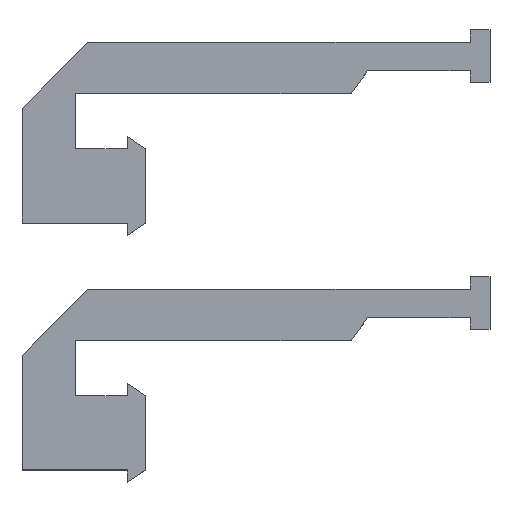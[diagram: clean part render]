
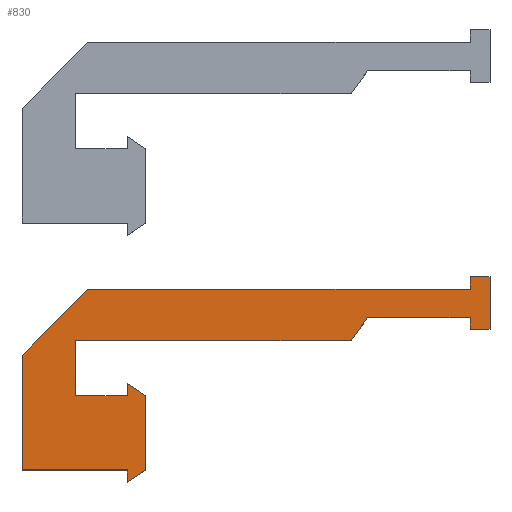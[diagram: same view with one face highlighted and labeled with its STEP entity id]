
A CAD part, top view. The second image highlights one B-rep face of the part: STEP entity #830.
In plain terms, the highlighted planar face has unit normal (0, 0, 1).
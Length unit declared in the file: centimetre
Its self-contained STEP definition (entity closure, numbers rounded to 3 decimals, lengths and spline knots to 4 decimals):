
#58=FACE_OUTER_BOUND('',#100,.T.);
#100=EDGE_LOOP('',(#728,#729,#730,#731,#732,#733,#734,#735,#736,#737,#738,
#739,#740,#741,#742,#743,#744,#745,#746));
#158=LINE('',#1208,#272);
#180=LINE('',#1252,#294);
#183=LINE('',#1258,#297);
#185=LINE('',#1262,#299);
#187=LINE('',#1266,#301);
#189=LINE('',#1270,#303);
#191=LINE('',#1274,#305);
#193=LINE('',#1278,#307);
#195=LINE('',#1281,#309);
#196=LINE('',#1284,#310);
#198=LINE('',#1288,#312);
#200=LINE('',#1292,#314);
#202=LINE('',#1296,#316);
#204=LINE('',#1300,#318);
#206=LINE('',#1304,#320);
#208=LINE('',#1308,#322);
#210=LINE('',#1312,#324);
#212=LINE('',#1316,#326);
#214=LINE('',#1319,#328);
#272=VECTOR('',#991,1.);
#294=VECTOR('',#1017,1.);
#297=VECTOR('',#1022,1.);
#299=VECTOR('',#1026,1.);
#301=VECTOR('',#1030,1.);
#303=VECTOR('',#1034,1.);
#305=VECTOR('',#1038,1.);
#307=VECTOR('',#1042,1.);
#309=VECTOR('',#1046,1.);
#310=VECTOR('',#1049,1.);
#312=VECTOR('',#1053,1.);
#314=VECTOR('',#1057,1.);
#316=VECTOR('',#1061,1.);
#318=VECTOR('',#1065,1.);
#320=VECTOR('',#1069,1.);
#322=VECTOR('',#1073,1.);
#324=VECTOR('',#1077,1.);
#326=VECTOR('',#1081,1.);
#328=VECTOR('',#1085,1.);
#367=VERTEX_POINT('',#1206);
#368=VERTEX_POINT('',#1207);
#388=VERTEX_POINT('',#1251);
#389=VERTEX_POINT('',#1255);
#390=VERTEX_POINT('',#1257);
#391=VERTEX_POINT('',#1261);
#392=VERTEX_POINT('',#1265);
#393=VERTEX_POINT('',#1269);
#394=VERTEX_POINT('',#1273);
#395=VERTEX_POINT('',#1277);
#396=VERTEX_POINT('',#1283);
#397=VERTEX_POINT('',#1287);
#398=VERTEX_POINT('',#1291);
#399=VERTEX_POINT('',#1295);
#400=VERTEX_POINT('',#1299);
#401=VERTEX_POINT('',#1303);
#402=VERTEX_POINT('',#1307);
#403=VERTEX_POINT('',#1311);
#404=VERTEX_POINT('',#1315);
#462=EDGE_CURVE('',#367,#368,#158,.T.);
#484=EDGE_CURVE('',#388,#368,#180,.T.);
#487=EDGE_CURVE('',#390,#389,#183,.T.);
#489=EDGE_CURVE('',#391,#390,#185,.T.);
#491=EDGE_CURVE('',#392,#391,#187,.T.);
#493=EDGE_CURVE('',#393,#392,#189,.T.);
#495=EDGE_CURVE('',#394,#393,#191,.T.);
#497=EDGE_CURVE('',#395,#394,#193,.T.);
#499=EDGE_CURVE('',#367,#395,#195,.T.);
#500=EDGE_CURVE('',#396,#388,#196,.T.);
#502=EDGE_CURVE('',#397,#396,#198,.T.);
#504=EDGE_CURVE('',#398,#397,#200,.T.);
#506=EDGE_CURVE('',#399,#398,#202,.T.);
#508=EDGE_CURVE('',#400,#399,#204,.T.);
#510=EDGE_CURVE('',#401,#400,#206,.T.);
#512=EDGE_CURVE('',#402,#401,#208,.T.);
#514=EDGE_CURVE('',#403,#402,#210,.T.);
#516=EDGE_CURVE('',#404,#403,#212,.T.);
#518=EDGE_CURVE('',#389,#404,#214,.T.);
#728=ORIENTED_EDGE('',*,*,#462,.F.);
#729=ORIENTED_EDGE('',*,*,#499,.T.);
#730=ORIENTED_EDGE('',*,*,#497,.T.);
#731=ORIENTED_EDGE('',*,*,#495,.T.);
#732=ORIENTED_EDGE('',*,*,#493,.T.);
#733=ORIENTED_EDGE('',*,*,#491,.T.);
#734=ORIENTED_EDGE('',*,*,#489,.T.);
#735=ORIENTED_EDGE('',*,*,#487,.T.);
#736=ORIENTED_EDGE('',*,*,#518,.T.);
#737=ORIENTED_EDGE('',*,*,#516,.T.);
#738=ORIENTED_EDGE('',*,*,#514,.T.);
#739=ORIENTED_EDGE('',*,*,#512,.T.);
#740=ORIENTED_EDGE('',*,*,#510,.T.);
#741=ORIENTED_EDGE('',*,*,#508,.T.);
#742=ORIENTED_EDGE('',*,*,#506,.T.);
#743=ORIENTED_EDGE('',*,*,#504,.T.);
#744=ORIENTED_EDGE('',*,*,#502,.T.);
#745=ORIENTED_EDGE('',*,*,#500,.T.);
#746=ORIENTED_EDGE('',*,*,#484,.T.);
#788=PLANE('',#887);
#830=ADVANCED_FACE('',(#58),#788,.T.);
#887=AXIS2_PLACEMENT_3D('',#1320,#1086,#1087);
#991=DIRECTION('',(0.707,0.707,0.));
#1017=DIRECTION('',(-1.,0.,0.));
#1022=DIRECTION('',(0.,-1.,0.));
#1026=DIRECTION('',(-0.822,0.57,0.));
#1030=DIRECTION('',(0.,1.,0.));
#1034=DIRECTION('',(0.826,0.564,0.));
#1038=DIRECTION('',(0.,-1.,0.));
#1042=DIRECTION('',(1.,0.,0.));
#1046=DIRECTION('',(0.,-1.,0.));
#1049=DIRECTION('',(0.,-1.,0.));
#1053=DIRECTION('',(-1.,0.,0.));
#1057=DIRECTION('',(0.,1.,0.));
#1061=DIRECTION('',(1.,0.,0.));
#1065=DIRECTION('',(0.,-1.,0.));
#1069=DIRECTION('',(1.,0.,0.));
#1073=DIRECTION('',(0.584,0.812,0.));
#1077=DIRECTION('',(1.,0.,0.));
#1081=DIRECTION('',(0.,1.,0.));
#1085=DIRECTION('',(-1.,0.,0.));
#1086=DIRECTION('center_axis',(0.,0.,1.));
#1087=DIRECTION('ref_axis',(1.,0.,0.));
#1206=CARTESIAN_POINT('',(-10.,-1.955,0.6));
#1207=CARTESIAN_POINT('',(-9.2,-1.155,0.6));
#1208=CARTESIAN_POINT('',(-9.1629,-1.1179,0.6));
#1251=CARTESIAN_POINT('',(-4.555,-1.155,0.6));
#1252=CARTESIAN_POINT('',(-4.555,-1.155,0.6));
#1255=CARTESIAN_POINT('',(-8.7197,-2.45,0.6));
#1257=CARTESIAN_POINT('',(-8.7197,-2.2977,0.6));
#1258=CARTESIAN_POINT('',(-8.7197,-2.2977,0.6));
#1261=CARTESIAN_POINT('',(-8.5,-2.45,0.6));
#1262=CARTESIAN_POINT('',(-8.5,-2.45,0.6));
#1265=CARTESIAN_POINT('',(-8.5,-3.35,0.6));
#1266=CARTESIAN_POINT('',(-8.5,-3.35,0.6));
#1269=CARTESIAN_POINT('',(-8.7197,-3.5,0.6));
#1270=CARTESIAN_POINT('',(-8.7197,-3.5,0.6));
#1273=CARTESIAN_POINT('',(-8.7197,-3.35,0.6));
#1274=CARTESIAN_POINT('',(-8.7197,-3.35,0.6));
#1277=CARTESIAN_POINT('',(-10.,-3.35,0.6));
#1278=CARTESIAN_POINT('',(-10.,-3.35,0.6));
#1281=CARTESIAN_POINT('',(-10.,-1.155,0.6));
#1283=CARTESIAN_POINT('',(-4.555,-1.,0.6));
#1284=CARTESIAN_POINT('',(-4.555,-1.,0.6));
#1287=CARTESIAN_POINT('',(-4.3131,-1.,0.6));
#1288=CARTESIAN_POINT('',(-4.3131,-1.,0.6));
#1291=CARTESIAN_POINT('',(-4.3131,-1.64,0.6));
#1292=CARTESIAN_POINT('',(-4.3131,-1.64,0.6));
#1295=CARTESIAN_POINT('',(-4.555,-1.64,0.6));
#1296=CARTESIAN_POINT('',(-4.555,-1.64,0.6));
#1299=CARTESIAN_POINT('',(-4.555,-1.5,0.6));
#1300=CARTESIAN_POINT('',(-4.555,-1.5,0.6));
#1303=CARTESIAN_POINT('',(-5.8,-1.5,0.6));
#1304=CARTESIAN_POINT('',(-5.8,-1.5,0.6));
#1307=CARTESIAN_POINT('',(-6.,-1.778,0.6));
#1308=CARTESIAN_POINT('',(-6.,-1.778,0.6));
#1311=CARTESIAN_POINT('',(-9.35,-1.778,0.6));
#1312=CARTESIAN_POINT('',(-9.35,-1.778,0.6));
#1315=CARTESIAN_POINT('',(-9.35,-2.45,0.6));
#1316=CARTESIAN_POINT('',(-9.35,-2.45,0.6));
#1319=CARTESIAN_POINT('',(-8.7197,-2.45,0.6));
#1320=CARTESIAN_POINT('Origin',(-7.1565,-2.25,0.6));
